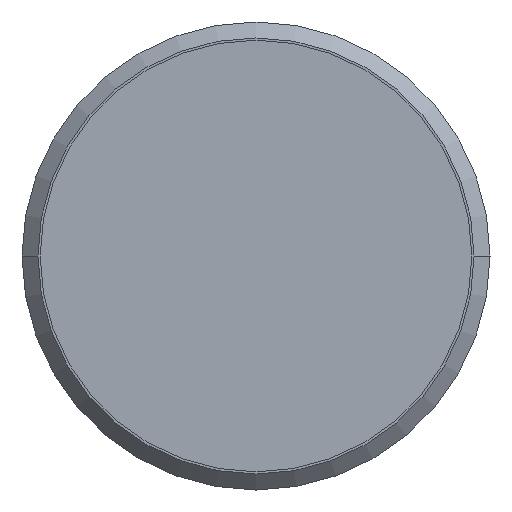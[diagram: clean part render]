
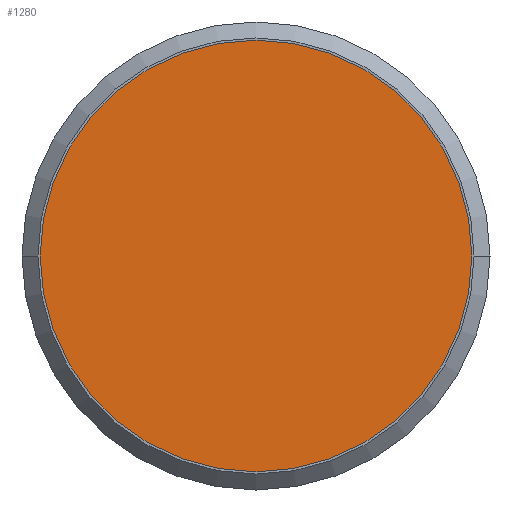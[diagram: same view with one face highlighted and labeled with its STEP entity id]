
A CAD part, left-side view. The second image highlights one B-rep face of the part: STEP entity #1280.
In plain terms, the highlighted planar face has unit normal (-1, 0, 0).
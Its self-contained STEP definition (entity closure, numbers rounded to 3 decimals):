
#463=CARTESIAN_POINT('',(-13.,0.,0.));
#464=DIRECTION('',(-1.,0.,0.));
#465=DIRECTION('',(0.,1.,0.));
#466=AXIS2_PLACEMENT_3D('',#463,#464,#465);
#471=CARTESIAN_POINT('',(-13.,0.,0.));
#472=DIRECTION('',(1.,0.,0.));
#473=DIRECTION('',(0.,1.,0.));
#474=AXIS2_PLACEMENT_3D('',#471,#472,#473);
#850=CARTESIAN_POINT('',(-13.,8.3,0.));
#852=VERTEX_POINT('',#850);
#872=CARTESIAN_POINT('',(-13.,-8.3,0.));
#874=VERTEX_POINT('',#872);
#1271=CARTESIAN_POINT('',(-13.,0.,0.));
#1272=DIRECTION('',(1.,0.,0.));
#1273=DIRECTION('',(0.,-1.,0.));
#1274=AXIS2_PLACEMENT_3D('',#1271,#1272,#1273);
#1275=PLANE('',#1274);
#1276=ORIENTED_EDGE('',*,*,#1264,.F.);
#1277=ORIENTED_EDGE('',*,*,#1253,.T.);
#1278=EDGE_LOOP('',(#1276,#1277));
#1279=FACE_OUTER_BOUND('',#1278,.F.);
#1280=ADVANCED_FACE('',(#1279),#1275,.F.);
#467=CIRCLE('',#466,8.3);
#475=CIRCLE('',#474,8.3);
#1253=EDGE_CURVE('',#852,#874,#475,.T.);
#1264=EDGE_CURVE('',#852,#874,#467,.T.);
